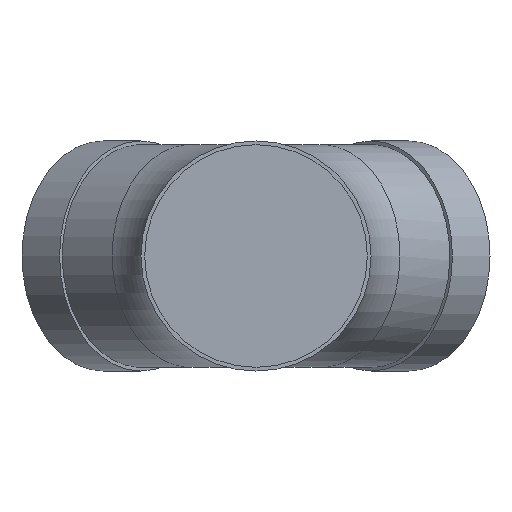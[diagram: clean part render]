
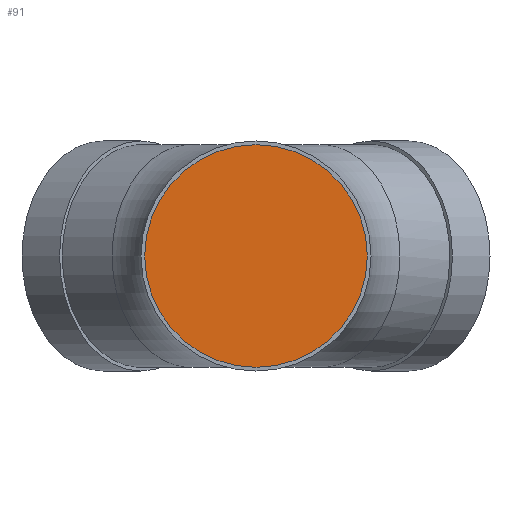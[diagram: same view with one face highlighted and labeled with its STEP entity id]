
A CAD part, front view. The second image highlights one B-rep face of the part: STEP entity #91.
In plain terms, the highlighted planar face has unit normal (0, -1, 0).
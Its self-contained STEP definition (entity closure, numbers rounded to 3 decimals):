
#91 = ADVANCED_FACE( '', ( #190 ), #191, .T. );
#190 = FACE_OUTER_BOUND( '', #294, .T. );
#191 = PLANE( '', #295 );
#294 = EDGE_LOOP( '', ( #410 ) );
#295 = AXIS2_PLACEMENT_3D( '', #411, #412, #413 );
#410 = ORIENTED_EDGE( '', *, *, #532, .T. );
#411 = CARTESIAN_POINT( '', ( 0., 40., 0. ) );
#412 = DIRECTION( '', ( 0., -1., 0. ) );
#413 = DIRECTION( '', ( 0., 0., -1. ) );
#532 = EDGE_CURVE( '', #604, #604, #605, .T. );
#604 = VERTEX_POINT( '', #682 );
#605 = CIRCLE( '', #683, 90. );
#682 = CARTESIAN_POINT( '', ( 0., 40., -90. ) );
#683 = AXIS2_PLACEMENT_3D( '', #903, #904, #905 );
#903 = CARTESIAN_POINT( '', ( 0., 40., 0. ) );
#904 = DIRECTION( '', ( 0., -1., 0. ) );
#905 = DIRECTION( '', ( 0., 0., -1. ) );
